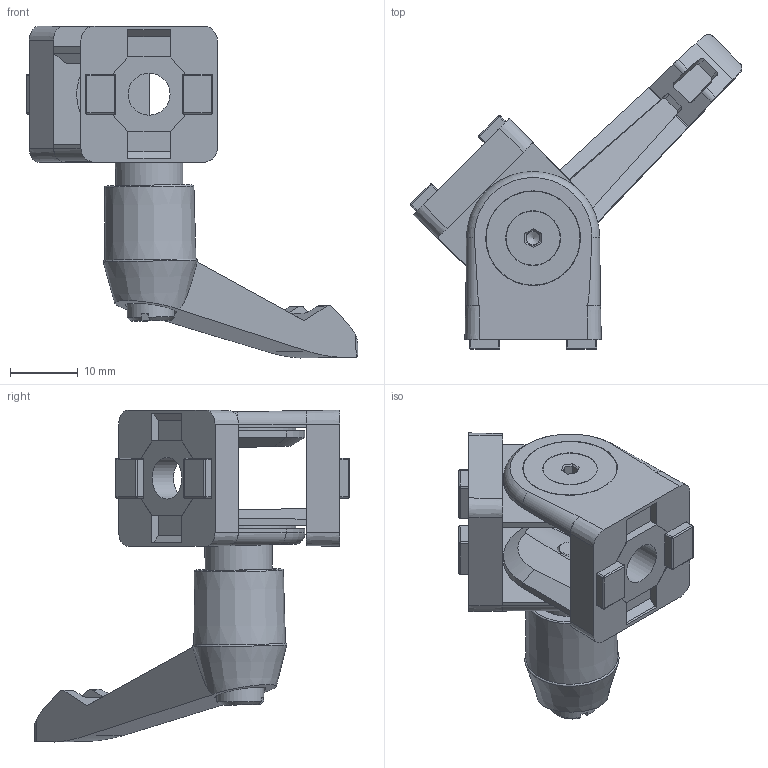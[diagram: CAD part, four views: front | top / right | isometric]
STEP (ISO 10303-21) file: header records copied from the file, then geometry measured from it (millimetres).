
FILE_DESCRIPTION( ( 'STEP AP214' ), '1' );
FILE_NAME( '093GAF20AN(-45).stp', '2021-08-20T09:06:57', ( 'License CC BY-ND 4.0' ), ( 'CADENAS' ), ' ', 'PARTsolutions', ' ' );
FILE_SCHEMA( ( 'AUTOMOTIVE_DESIGN { 1 0 10303 214 1 1 1 1 }' ) );
Length unit declared in the file: millimetre
Products named in the file (5): 093GAF20AN(-45); _093GAF20AN(45)_part1; _093GAF20AN(-55)_part2; _093GAF20AN(-55)_part3; _093GAF20AN(45)_part4
Assembly tree (5 placements, depth 2):
  093GAF20AN(-45)
    _093GAF20AN(45)_part1
    _093GAF20AN(-55)_part2
    _093GAF20AN(-55)_part3  x2
    _093GAF20AN(45)_part4
Bounding box: 49.1 x 46.66 x 49.13 mm (x, y, z)
Volume: 10513.8 mm3; surface area: 9555 mm2
Topology: 5 solids, 5 shells, 389 faces, 938 edges, 571 vertices
Faces by surface type: plane 180, cylinder 122, torus 36, cone 35, sphere 16
Full cylindrical faces by diameter (mm): 1.5 x4, 3.3 x2, 4 x3, 4.2 x1, 6.2 x4, 7 x1, 7.6 x1, 8 x2, 8.1 x2, 10 x1, 10.3 x2, 10.9 x2, 11 x4, 13.9 x2, 14 x2, 17 x2, 17.1 x2
Entity records: 13965 total; most frequent: CARTESIAN_POINT 2625, DIRECTION 1785, ORIENTED_EDGE 1584, EDGE_CURVE 792, AXIS2_PLACEMENT_3D 668, VERTEX_POINT 530, EDGE_LOOP 477, LINE 449
